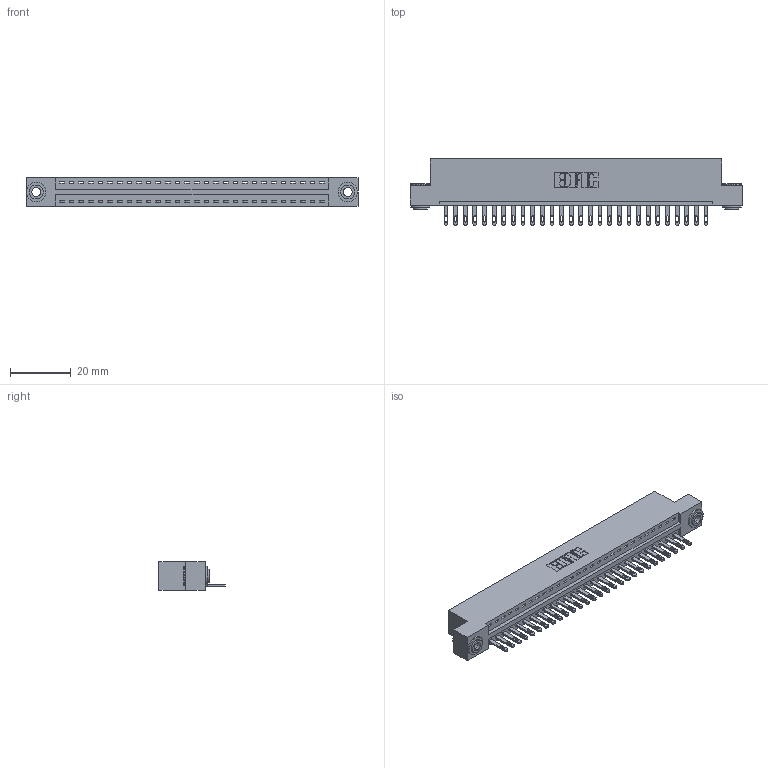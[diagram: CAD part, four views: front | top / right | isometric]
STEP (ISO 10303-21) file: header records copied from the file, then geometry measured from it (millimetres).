
FILE_DESCRIPTION (( 'STEP AP203' ), '1' );
FILE_NAME ('346-028-500-103.STEP', '2018-08-22T00:37:27', ( '' ), ( '' ), 'SwSTEP 2.0', 'SolidWorks 2016', '' );
FILE_SCHEMA (( 'CONFIG_CONTROL_DESIGN' ));
Length unit declared in the file: inch
Products named in the file (4): 345-250-002_345-250-002-102; 346-028-500-103; 346 Part_Flush Mounting Lugs - 0.156 Dia-TH; 345-292-001_345-293-100
Assembly tree (31 placements, depth 2):
  346-028-500-103
    346 Part_Flush Mounting Lugs - 0.156 Dia-TH
    345-292-001_345-293-100  x28
    345-250-002_345-250-002-102  x2
Bounding box: 109.47 x 21.84 x 9.4 mm (x, y, z)
Volume: 10419.3 mm3; surface area: 13156.2 mm2
Topology: 31 solids, 31 shells, 1672 faces, 5109 edges, 3402 vertices
Faces by surface type: plane 1038, cylinder 626, cone 8
Entity records: 19842 total; most frequent: CARTESIAN_POINT 3383, ORIENTED_EDGE 3338, DIRECTION 3035, EDGE_CURVE 1669, LINE 1397, VECTOR 1397, VERTEX_POINT 1110, AXIS2_PLACEMENT_3D 819
